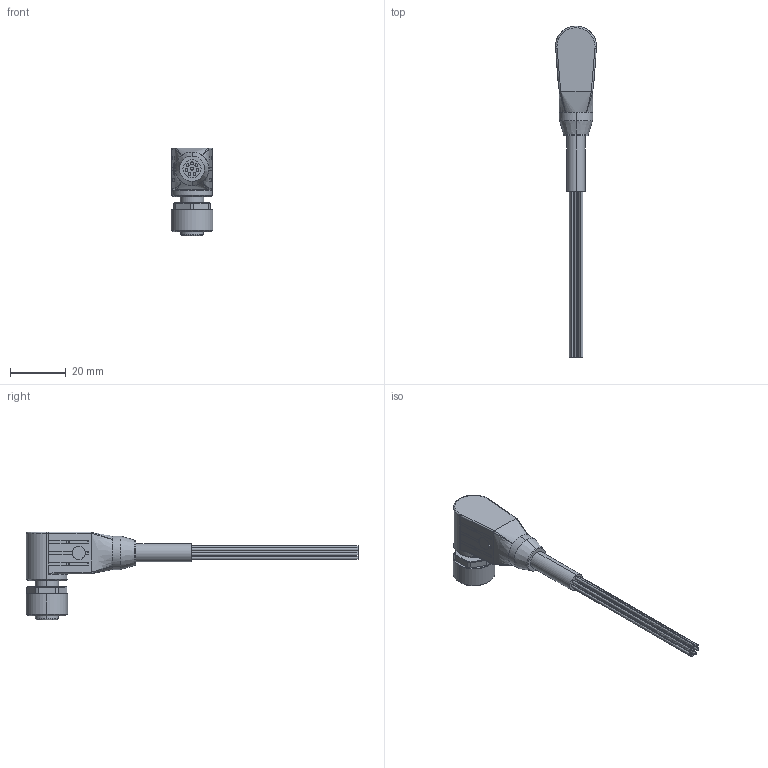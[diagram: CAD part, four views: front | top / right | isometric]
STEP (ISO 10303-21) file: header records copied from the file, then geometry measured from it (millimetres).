
FILE_DESCRIPTION (( 'STEP AP214' ), '1' );
FILE_NAME ('7000-17141-2911000.step', '2017-05-04T11:10:32', ( '' ), ( '' ), 'SwSTEP 2.0', 'SolidWorks 2017', '' );
FILE_SCHEMA (( 'AUTOMOTIVE_DESIGN' ));
Length unit declared in the file: inch
Products named in the file (1): 7000-17141-2911000
Bounding box: 15 x 119.6 x 31.7 mm (x, y, z)
Volume: 9483.7 mm3; surface area: 5616.2 mm2
Topology: 1 solids, 1 shells, 189 faces, 449 edges, 284 vertices
Faces by surface type: plane 81, cylinder 75, cone 17, bspline 16
Entity records: 6321 total; most frequent: CARTESIAN_POINT 1987, DIRECTION 896, ORIENTED_EDGE 886, EDGE_CURVE 443, AXIS2_PLACEMENT_3D 347, VERTEX_POINT 284, EDGE_LOOP 217, VECTOR 202
